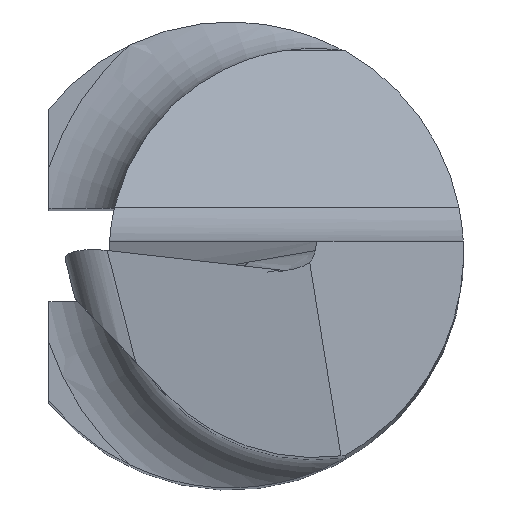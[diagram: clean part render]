
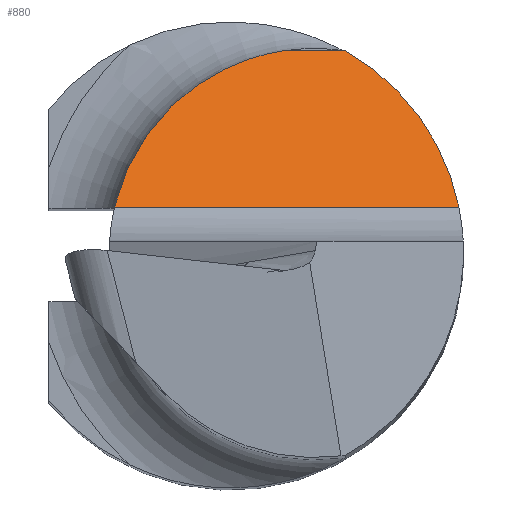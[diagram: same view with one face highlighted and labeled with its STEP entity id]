
A CAD part, top view. The second image highlights one B-rep face of the part: STEP entity #880.
In plain terms, the highlighted planar face has unit normal (0, 0.766, 0.643).
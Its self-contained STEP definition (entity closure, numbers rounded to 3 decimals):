
#37 = LINE ( 'NONE', #266, #950 ) ;
#50 = VERTEX_POINT ( 'NONE', #635 ) ;
#104 = EDGE_CURVE ( 'NONE', #50, #426, #245, .T. ) ;
#105 = ORIENTED_EDGE ( 'NONE', *, *, #666, .F. ) ;
#145 = LINE ( 'NONE', #515, #739 ) ;
#146 = AXIS2_PLACEMENT_3D ( 'NONE', #1058, #864, #224 ) ;
#168 = CARTESIAN_POINT ( 'NONE',  ( 0.567, 2.175, 24. ) ) ;
#224 = DIRECTION ( 'NONE',  ( 0., 0.643, -0.766 ) ) ;
#245 =( BOUNDED_CURVE ( )  B_SPLINE_CURVE ( 3, ( #783, #1067, #889, #903 ),
 .UNSPECIFIED., .F., .T. ) 
 B_SPLINE_CURVE_WITH_KNOTS ( ( 4, 4 ),
 ( 4.939, 6.131 ),
 .UNSPECIFIED. ) 
 CURVE ( )  GEOMETRIC_REPRESENTATION_ITEM ( )  RATIONAL_B_SPLINE_CURVE ( ( 1., 0.885, 0.885, 1. ) ) 
 REPRESENTATION_ITEM ( '' )  );
#258 = DIRECTION ( 'NONE',  ( 1., 0., 0. ) ) ;
#266 = CARTESIAN_POINT ( 'NONE',  ( -2.5, 0.494, 26.002 ) ) ;
#289 = ORIENTED_EDGE ( 'NONE', *, *, #660, .F. ) ;
#303 = EDGE_LOOP ( 'NONE', ( #105, #414, #612, #289 ) ) ;
#399 = FACE_OUTER_BOUND ( 'NONE', #303, .T. ) ;
#414 = ORIENTED_EDGE ( 'NONE', *, *, #104, .F. ) ;
#426 = VERTEX_POINT ( 'NONE', #168 ) ;
#433 = CARTESIAN_POINT ( 'NONE',  ( 2.305, 1.216, 25.143 ) ) ;
#437 = VERTEX_POINT ( 'NONE', #538 ) ;
#515 = CARTESIAN_POINT ( 'NONE',  ( -2.5, 2.175, 24. ) ) ;
#538 = CARTESIAN_POINT ( 'NONE',  ( 2.451, 0.494, 26.002 ) ) ;
#612 = ORIENTED_EDGE ( 'NONE', *, *, #996, .T. ) ;
#616 = CARTESIAN_POINT ( 'NONE',  ( 1.873, 1.812, 24.433 ) ) ;
#635 = CARTESIAN_POINT ( 'NONE',  ( -1.244, 0.494, 26.002 ) ) ;
#660 = EDGE_CURVE ( 'NONE', #663, #437, #994, .T. ) ;
#663 = VERTEX_POINT ( 'NONE', #979 ) ;
#666 = EDGE_CURVE ( 'NONE', #426, #663, #145, .T. ) ;
#718 = DIRECTION ( 'NONE',  ( 1., 0., 0. ) ) ;
#739 = VECTOR ( 'NONE', #718, 1000. ) ;
#783 = CARTESIAN_POINT ( 'NONE',  ( -1.244, 0.494, 26.002 ) ) ;
#864 = DIRECTION ( 'NONE',  ( 0., -0.766, -0.643 ) ) ;
#878 = PLANE ( 'NONE',  #146 ) ;
#880 = ADVANCED_FACE ( 'NONE', ( #399 ), #878, .F. ) ;
#886 = CARTESIAN_POINT ( 'NONE',  ( 1.233, 2.175, 24. ) ) ;
#889 = CARTESIAN_POINT ( 'NONE',  ( -0.353, 2.034, 24.168 ) ) ;
#899 = CARTESIAN_POINT ( 'NONE',  ( 2.451, 0.494, 26.002 ) ) ;
#903 = CARTESIAN_POINT ( 'NONE',  ( 0.567, 2.175, 24. ) ) ;
#950 = VECTOR ( 'NONE', #258, 1000. ) ;
#979 = CARTESIAN_POINT ( 'NONE',  ( 1.233, 2.175, 24. ) ) ;
#994 =( BOUNDED_CURVE ( )  B_SPLINE_CURVE ( 3, ( #886, #616, #433, #899 ),
 .UNSPECIFIED., .F., .T. ) 
 B_SPLINE_CURVE_WITH_KNOTS ( ( 4, 4 ),
 ( 0.516, 1.372 ),
 .UNSPECIFIED. ) 
 CURVE ( )  GEOMETRIC_REPRESENTATION_ITEM ( )  RATIONAL_B_SPLINE_CURVE ( ( 1., 0.94, 0.94, 1. ) ) 
 REPRESENTATION_ITEM ( '' )  );
#996 = EDGE_CURVE ( 'NONE', #50, #437, #37, .T. ) ;
#1058 = CARTESIAN_POINT ( 'NONE',  ( -2.5, 0.494, 26.002 ) ) ;
#1067 = CARTESIAN_POINT ( 'NONE',  ( -1.035, 1.401, 24.922 ) ) ;
